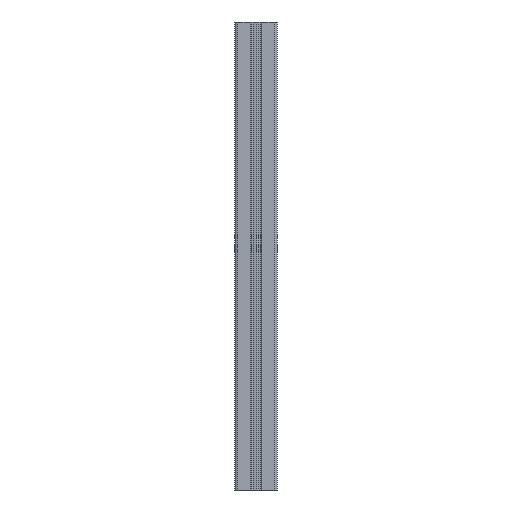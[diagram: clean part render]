
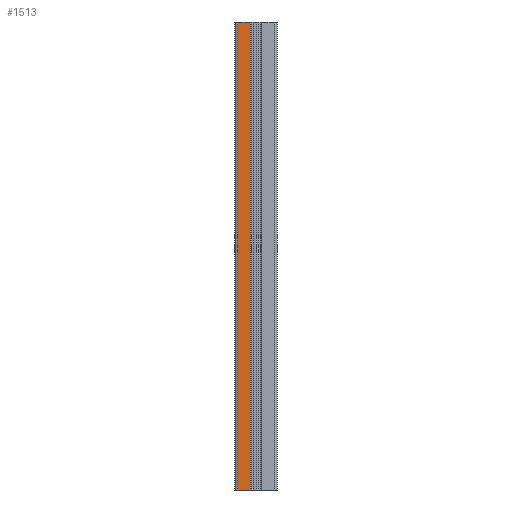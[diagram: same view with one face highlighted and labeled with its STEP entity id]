
A CAD part, left-side view. The second image highlights one B-rep face of the part: STEP entity #1513.
In plain terms, the highlighted planar face has unit normal (-1, 0, 0).
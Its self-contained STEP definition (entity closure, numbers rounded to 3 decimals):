
#317 = VERTEX_POINT ( 'NONE', #3269 ) ;
#329 = VERTEX_POINT ( 'NONE', #3291 ) ;
#332 = EDGE_CURVE ( 'NONE', #329, #317, #3340, .T. ) ;
#738 = VERTEX_POINT ( 'NONE', #4103 ) ;
#771 = EDGE_CURVE ( 'NONE', #738, #784, #4134, .T. ) ;
#784 = VERTEX_POINT ( 'NONE', #4148 ) ;
#1441 = EDGE_CURVE ( 'NONE', #329, #738, #5271, .T. ) ;
#1470 = ORIENTED_EDGE ( 'NONE', *, *, #332, .F. ) ;
#1471 = ORIENTED_EDGE ( 'NONE', *, *, #1441, .T. ) ;
#1506 = EDGE_LOOP ( 'NONE', ( #1523, #1515, #1470, #1471 ) ) ;
#1513 = ADVANCED_FACE ( 'NONE', ( #5415 ), #5359, .F. ) ;
#1514 = EDGE_CURVE ( 'NONE', #317, #784, #5407, .T. ) ;
#1515 = ORIENTED_EDGE ( 'NONE', *, *, #1514, .F. ) ;
#1523 = ORIENTED_EDGE ( 'NONE', *, *, #771, .T. ) ;
#3269 = CARTESIAN_POINT ( 'NONE',  ( -1374.789, -1173.805, 500. ) ) ;
#3291 = CARTESIAN_POINT ( 'NONE',  ( -1374.789, -1160.405, 500. ) ) ;
#3337 = DIRECTION ( 'NONE',  ( 0., -1., 0. ) ) ;
#3338 = VECTOR ( 'NONE', #3337, 1000. ) ;
#3339 = CARTESIAN_POINT ( 'NONE',  ( -1374.789, -1160.405, 500. ) ) ;
#3340 = LINE ( 'NONE', #3339, #3338 ) ;
#4103 = CARTESIAN_POINT ( 'NONE',  ( -1374.789, -1160.405, 0. ) ) ;
#4134 = LINE ( 'NONE', #4160, #4159 ) ;
#4148 = CARTESIAN_POINT ( 'NONE',  ( -1374.789, -1173.805, 0. ) ) ;
#4158 = DIRECTION ( 'NONE',  ( 0., -1., 0. ) ) ;
#4159 = VECTOR ( 'NONE', #4158, 1000. ) ;
#4160 = CARTESIAN_POINT ( 'NONE',  ( -1374.789, -1160.405, 0. ) ) ;
#5229 = DIRECTION ( 'NONE',  ( 0., 0., -1. ) ) ;
#5230 = CARTESIAN_POINT ( 'NONE',  ( -1374.789, -1160.405, 500. ) ) ;
#5262 = VECTOR ( 'NONE', #5229, 1000. ) ;
#5271 = LINE ( 'NONE', #5230, #5262 ) ;
#5359 = PLANE ( 'NONE',  #5368 ) ;
#5368 = AXIS2_PLACEMENT_3D ( 'NONE', #5411, #5410, #5409 ) ;
#5405 = DIRECTION ( 'NONE',  ( 0., 0., -1. ) ) ;
#5406 = VECTOR ( 'NONE', #5405, 1000. ) ;
#5407 = LINE ( 'NONE', #5412, #5406 ) ;
#5409 = DIRECTION ( 'NONE',  ( 0., 1., 0. ) ) ;
#5410 = DIRECTION ( 'NONE',  ( 1., 0., 0. ) ) ;
#5411 = CARTESIAN_POINT ( 'NONE',  ( -1374.789, -1160.405, 500. ) ) ;
#5412 = CARTESIAN_POINT ( 'NONE',  ( -1374.789, -1173.805, 500. ) ) ;
#5415 = FACE_OUTER_BOUND ( 'NONE', #1506, .T. ) ;
